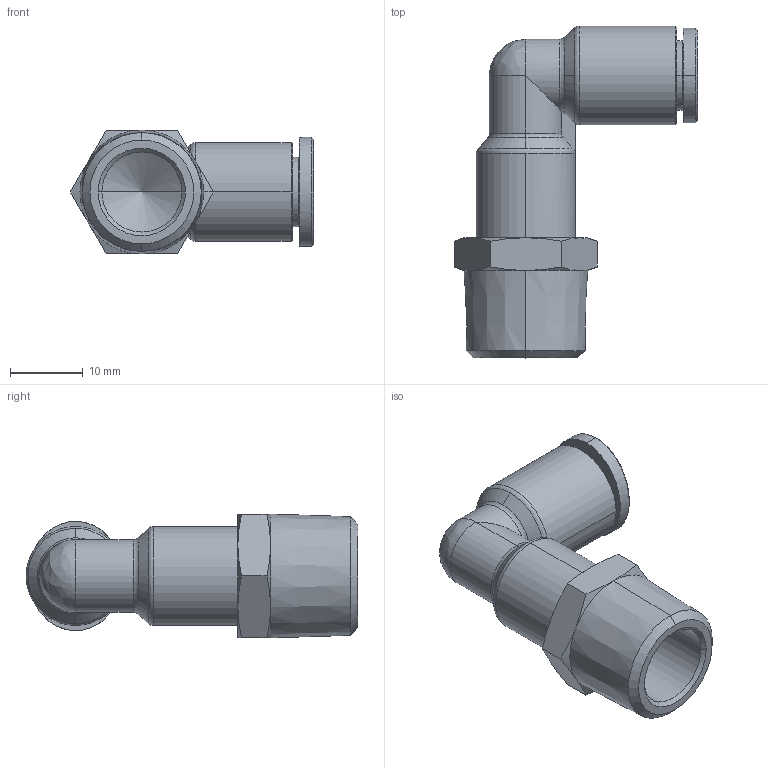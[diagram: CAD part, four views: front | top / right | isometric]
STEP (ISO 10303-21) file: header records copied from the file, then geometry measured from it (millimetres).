
FILE_DESCRIPTION (( 'STEP AP214' ), '1' );
FILE_NAME ('PLLP08-03.stp', '2015-09-15T14:55:48', ( '' ), ( '' ), 'SwSTEP 2.0', 'SolidWorks 2015', '' );
FILE_SCHEMA (( 'AUTOMOTIVE_DESIGN' ));
Length unit declared in the file: millimetre
Products named in the file (2): PLLP08-03; ｦ+ﾃｦ1
Assembly tree (1 placements, depth 2):
  PLLP08-03
    ｦ+ﾃｦ1
Bounding box: 33.41 x 45.6 x 17 mm (x, y, z)
Volume: 6980.6 mm3; surface area: 4206.7 mm2
Topology: 1 solids, 1 shells, 442 faces, 1230 edges, 808 vertices
Faces by surface type: plane 350, bspline 34, cone 33, cylinder 21, torus 4
Entity records: 15600 total; most frequent: CARTESIAN_POINT 3886, ORIENTED_EDGE 2454, DIRECTION 2031, EDGE_CURVE 1227, VECTOR 1019, LINE 1019, VERTEX_POINT 808, AXIS2_PLACEMENT_3D 506
